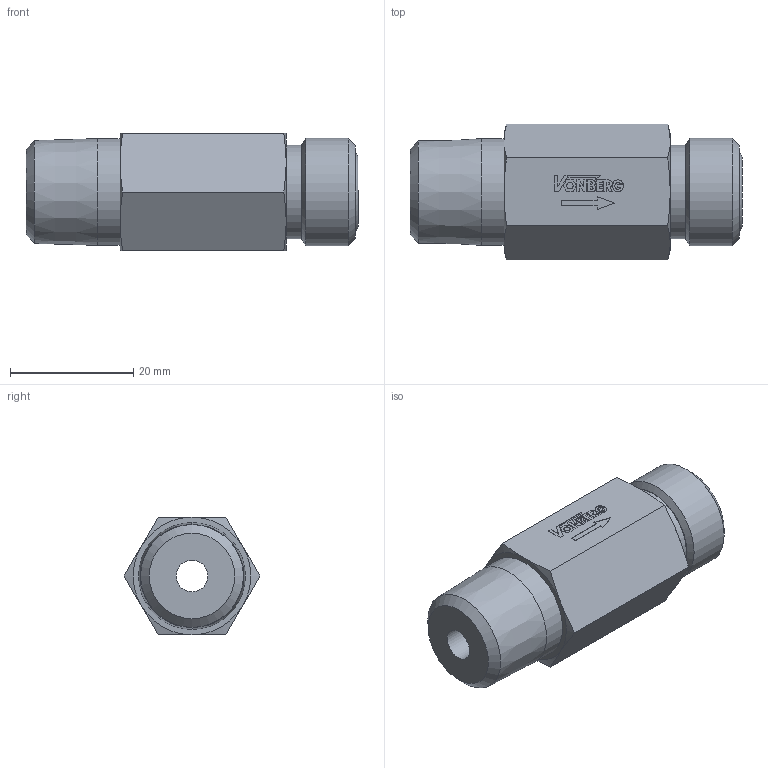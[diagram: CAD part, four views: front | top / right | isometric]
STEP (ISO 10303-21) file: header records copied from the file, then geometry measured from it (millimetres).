
FILE_DESCRIPTION((''),'2;1');
FILE_NAME('28009-503.stp','2015-02-16T10:15:22',('jml'),(''),'Autodesk Inventor 2010','Autodesk Inventor 2010','');
FILE_SCHEMA(('AUTOMOTIVE_DESIGN { 1 0 10303 214 1 1 1 1 }'));
Length unit declared in the file: inch
Products named in the file (3): 28009-503; 221426; 012 O-RING
Assembly tree (2 placements, depth 2):
  28009-503
    221426
    012 O-RING
Bounding box: 53.8 x 22 x 19.05 mm (x, y, z)
Volume: 13219.5 mm3; surface area: 4899.5 mm2
Topology: 2 solids, 2 shells, 134 faces, 326 edges, 212 vertices
Faces by surface type: plane 96, cylinder 20, cone 16, bspline 1, torus 1
Full cylindrical faces by diameter (mm): 1.044 x1, 8.103 x1, 12.675 x1, 15.113 x1, 17.297 x1, 17.45 x1
Entity records: 4013 total; most frequent: CARTESIAN_POINT 729, ORIENTED_EDGE 628, DIRECTION 626, EDGE_CURVE 314, VECTOR 230, LINE 230, VERTEX_POINT 211, AXIS2_PLACEMENT_3D 198
